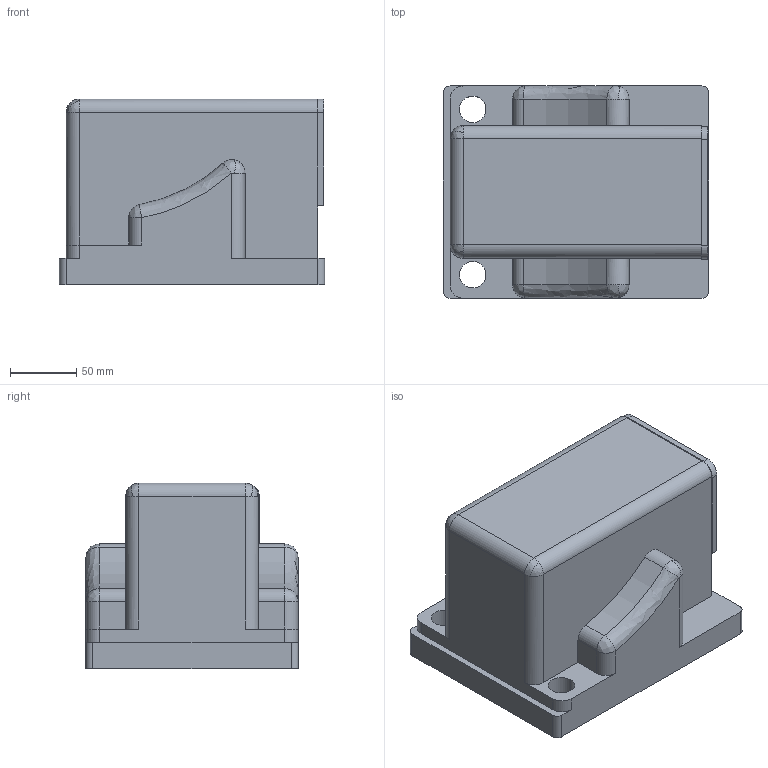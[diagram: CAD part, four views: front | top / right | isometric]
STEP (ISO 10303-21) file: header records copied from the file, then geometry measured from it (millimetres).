
FILE_DESCRIPTION (( 'STEP AP203' ), '1' );
FILE_NAME ('polemount_2Jeremiah.STEP', '2018-11-27T00:05:16', ( '' ), ( '' ), 'SwSTEP 2.0', 'SolidWorks 2018', '' );
FILE_SCHEMA (( 'CONFIG_CONTROL_DESIGN' ));
Length unit declared in the file: inch
Products named in the file (3): polemount_2Jeremiah; polemount; polemount_1
Assembly tree (2 placements, depth 2):
  polemount_2Jeremiah
    polemount_1
    polemount
Bounding box: 200 x 160 x 140 mm (x, y, z)
Volume: 2326411.7 mm3; surface area: 210045.4 mm2
Topology: 2 solids, 2 shells, 80 faces, 217 edges, 132 vertices
Faces by surface type: cylinder 38, plane 30, bspline 12
Entity records: 3100 total; most frequent: CARTESIAN_POINT 798, DIRECTION 437, ORIENTED_EDGE 414, EDGE_CURVE 207, AXIS2_PLACEMENT_3D 163, VERTEX_POINT 132, VECTOR 111, LINE 111
